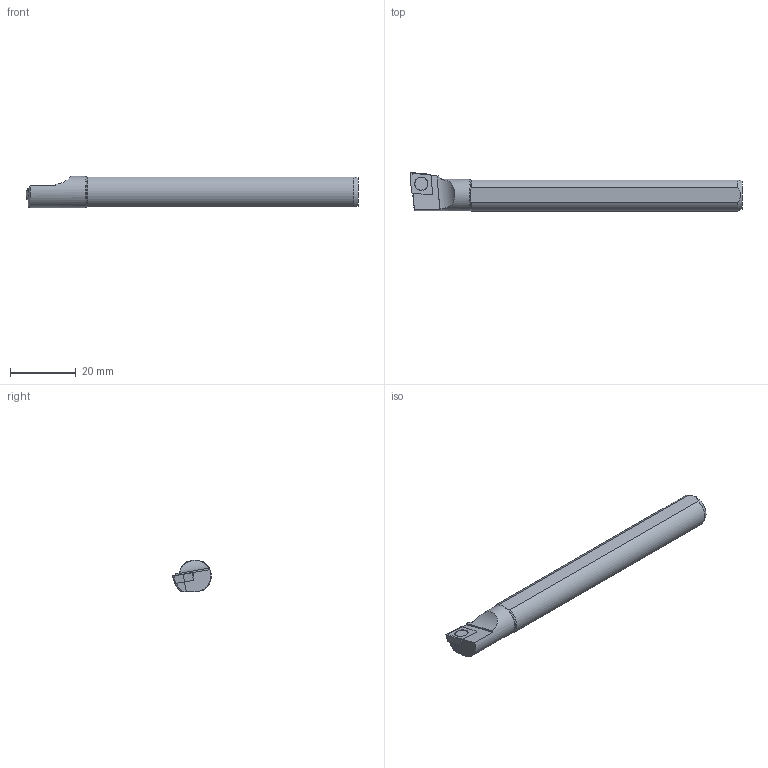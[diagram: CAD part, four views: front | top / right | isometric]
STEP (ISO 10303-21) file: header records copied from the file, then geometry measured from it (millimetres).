
FILE_DESCRIPTION(/* description */ (''),/* implementation_level */ '2;1');
FILE_NAME(/* name */ 'S10HSCLCL06_SIM.stp',/* time_stamp */ '2022-07-18T10:08:32+02:00',/* author */ (''),/* organization */ (''),/* preprocessor_version */ 'ST-DEVELOPER v16.7',/* originating_system */ 'SIEMENS PLM Software NX 12.0',/* authorisation */ '');
FILE_SCHEMA (('AUTOMOTIVE_DESIGN { 1 0 10303 214 3 1 1 1 }'));
Length unit declared in the file: millimetre
Products named in the file (1): model1
Bounding box: 101.33 x 11.84 x 9.61 mm (x, y, z)
Volume: 7282.3 mm3; surface area: 3358.2 mm2
Topology: 2 solids, 2 shells, 42 faces, 107 edges, 70 vertices
Faces by surface type: plane 19, cone 11, cylinder 7, torus 5
Full cylindrical faces by diameter (mm): 2.8 x1, 4.1 x1, 9.6 x1
Entity records: 1343 total; most frequent: CARTESIAN_POINT 356, DIRECTION 194, ORIENTED_EDGE 192, EDGE_CURVE 96, AXIS2_PLACEMENT_3D 80, VERTEX_POINT 67, EDGE_LOOP 53, ADVANCED_FACE 42
